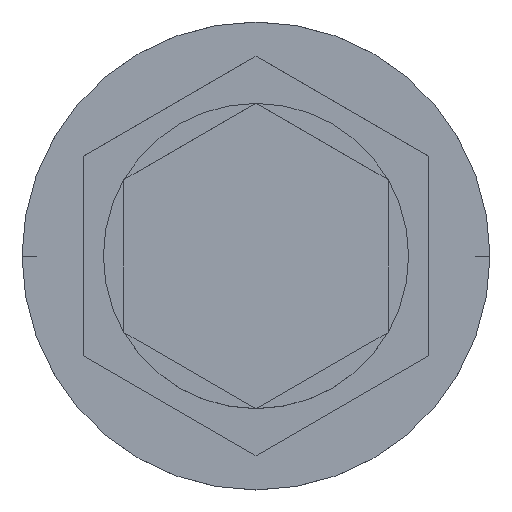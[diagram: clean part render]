
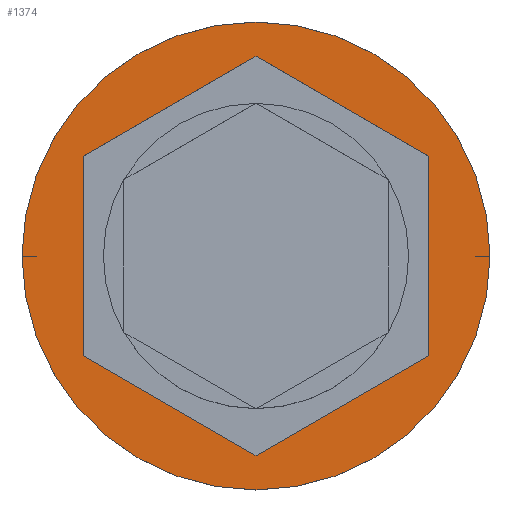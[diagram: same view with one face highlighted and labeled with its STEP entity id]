
A CAD part, top view. The second image highlights one B-rep face of the part: STEP entity #1374.
In plain terms, the highlighted planar face has unit normal (0, 0, 1).
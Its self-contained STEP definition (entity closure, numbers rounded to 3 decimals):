
#17 = VERTEX_POINT ( 'NONE', #25 ) ;
#23 = DIRECTION ( 'NONE',  ( 0.866, -0.5, 0. ) ) ;
#25 = CARTESIAN_POINT ( 'NONE',  ( -5.75, 0., 0. ) ) ;
#45 = DIRECTION ( 'NONE',  ( 0., -1., 0. ) ) ;
#73 = CARTESIAN_POINT ( 'NONE',  ( 4.25, -2.454, 0. ) ) ;
#130 = EDGE_CURVE ( 'NONE', #17, #299, #482, .T. ) ;
#190 = VERTEX_POINT ( 'NONE', #73 ) ;
#193 = EDGE_CURVE ( 'NONE', #190, #1237, #1929, .T. ) ;
#234 = ORIENTED_EDGE ( 'NONE', *, *, #130, .T. ) ;
#251 = CARTESIAN_POINT ( 'NONE',  ( 0., -4.907, 0. ) ) ;
#268 = CARTESIAN_POINT ( 'NONE',  ( 4.25, -2.454, 0. ) ) ;
#299 = VERTEX_POINT ( 'NONE', #1662 ) ;
#300 = CIRCLE ( 'NONE', #1159, 5.75 ) ;
#321 = EDGE_CURVE ( 'NONE', #400, #2126, #924, .T. ) ;
#400 = VERTEX_POINT ( 'NONE', #583 ) ;
#482 = CIRCLE ( 'NONE', #1343, 5.75 ) ;
#517 = ORIENTED_EDGE ( 'NONE', *, *, #649, .F. ) ;
#528 = DIRECTION ( 'NONE',  ( -0.866, -0.5, 0. ) ) ;
#583 = CARTESIAN_POINT ( 'NONE',  ( -4.25, -2.454, 0. ) ) ;
#608 = DIRECTION ( 'NONE',  ( -0.866, 0.5, 0. ) ) ;
#611 = LINE ( 'NONE', #2053, #1239 ) ;
#649 = EDGE_CURVE ( 'NONE', #1716, #1782, #2224, .T. ) ;
#661 = DIRECTION ( 'NONE',  ( 0., 0., 1. ) ) ;
#798 = LINE ( 'NONE', #1522, #1961 ) ;
#824 = DIRECTION ( 'NONE',  ( 1., 0., 0. ) ) ;
#848 = PLANE ( 'NONE',  #2330 ) ;
#924 = LINE ( 'NONE', #1652, #1683 ) ;
#1078 = ORIENTED_EDGE ( 'NONE', *, *, #321, .F. ) ;
#1125 = EDGE_LOOP ( 'NONE', ( #1659, #1274, #2129, #1078, #2312, #517 ) ) ;
#1159 = AXIS2_PLACEMENT_3D ( 'NONE', #2228, #1863, #1535 ) ;
#1177 = EDGE_LOOP ( 'NONE', ( #1253, #234 ) ) ;
#1208 = CARTESIAN_POINT ( 'NONE',  ( -4.25, 2.454, 0. ) ) ;
#1223 = FACE_BOUND ( 'NONE', #1125, .T. ) ;
#1237 = VERTEX_POINT ( 'NONE', #1358 ) ;
#1239 = VECTOR ( 'NONE', #45, 1000. ) ;
#1240 = CARTESIAN_POINT ( 'NONE',  ( 0., 0., 0. ) ) ;
#1253 = ORIENTED_EDGE ( 'NONE', *, *, #1648, .T. ) ;
#1274 = ORIENTED_EDGE ( 'NONE', *, *, #193, .F. ) ;
#1301 = CARTESIAN_POINT ( 'NONE',  ( 4.25, 2.454, 0. ) ) ;
#1318 = CARTESIAN_POINT ( 'NONE',  ( 0., 4.907, 0. ) ) ;
#1343 = AXIS2_PLACEMENT_3D ( 'NONE', #1571, #661, #824 ) ;
#1358 = CARTESIAN_POINT ( 'NONE',  ( 4.25, 2.454, 0. ) ) ;
#1374 = ADVANCED_FACE ( 'NONE', ( #1223, #1588 ), #848, .T. ) ;
#1522 = CARTESIAN_POINT ( 'NONE',  ( 0., -4.907, 0. ) ) ;
#1535 = DIRECTION ( 'NONE',  ( 1., 0., 0. ) ) ;
#1563 = DIRECTION ( 'NONE',  ( 0., 0., 1. ) ) ;
#1571 = CARTESIAN_POINT ( 'NONE',  ( 0., 0., 0. ) ) ;
#1588 = FACE_OUTER_BOUND ( 'NONE', #1177, .T. ) ;
#1648 = EDGE_CURVE ( 'NONE', #299, #17, #300, .T. ) ;
#1652 = CARTESIAN_POINT ( 'NONE',  ( -4.25, -2.454, 0. ) ) ;
#1659 = ORIENTED_EDGE ( 'NONE', *, *, #2039, .F. ) ;
#1662 = CARTESIAN_POINT ( 'NONE',  ( 5.75, 0., 0. ) ) ;
#1681 = VECTOR ( 'NONE', #608, 1000. ) ;
#1683 = VECTOR ( 'NONE', #23, 1000. ) ;
#1695 = EDGE_CURVE ( 'NONE', #1782, #400, #611, .T. ) ;
#1714 = DIRECTION ( 'NONE',  ( 0., 1., 0. ) ) ;
#1716 = VERTEX_POINT ( 'NONE', #1318 ) ;
#1728 = EDGE_CURVE ( 'NONE', #2126, #190, #798, .T. ) ;
#1782 = VERTEX_POINT ( 'NONE', #1208 ) ;
#1807 = VECTOR ( 'NONE', #1714, 1000. ) ;
#1812 = CARTESIAN_POINT ( 'NONE',  ( 0., 4.907, 0. ) ) ;
#1860 = LINE ( 'NONE', #1301, #1681 ) ;
#1863 = DIRECTION ( 'NONE',  ( 0., 0., 1. ) ) ;
#1929 = LINE ( 'NONE', #268, #1807 ) ;
#1961 = VECTOR ( 'NONE', #2250, 1000. ) ;
#1965 = DIRECTION ( 'NONE',  ( 1., 0., 0. ) ) ;
#2039 = EDGE_CURVE ( 'NONE', #1237, #1716, #1860, .T. ) ;
#2053 = CARTESIAN_POINT ( 'NONE',  ( -4.25, 2.454, 0. ) ) ;
#2126 = VERTEX_POINT ( 'NONE', #251 ) ;
#2129 = ORIENTED_EDGE ( 'NONE', *, *, #1728, .F. ) ;
#2142 = VECTOR ( 'NONE', #528, 1000. ) ;
#2224 = LINE ( 'NONE', #1812, #2142 ) ;
#2228 = CARTESIAN_POINT ( 'NONE',  ( 0., 0., 0. ) ) ;
#2250 = DIRECTION ( 'NONE',  ( 0.866, 0.5, 0. ) ) ;
#2312 = ORIENTED_EDGE ( 'NONE', *, *, #1695, .F. ) ;
#2330 = AXIS2_PLACEMENT_3D ( 'NONE', #1240, #1563, #1965 ) ;
